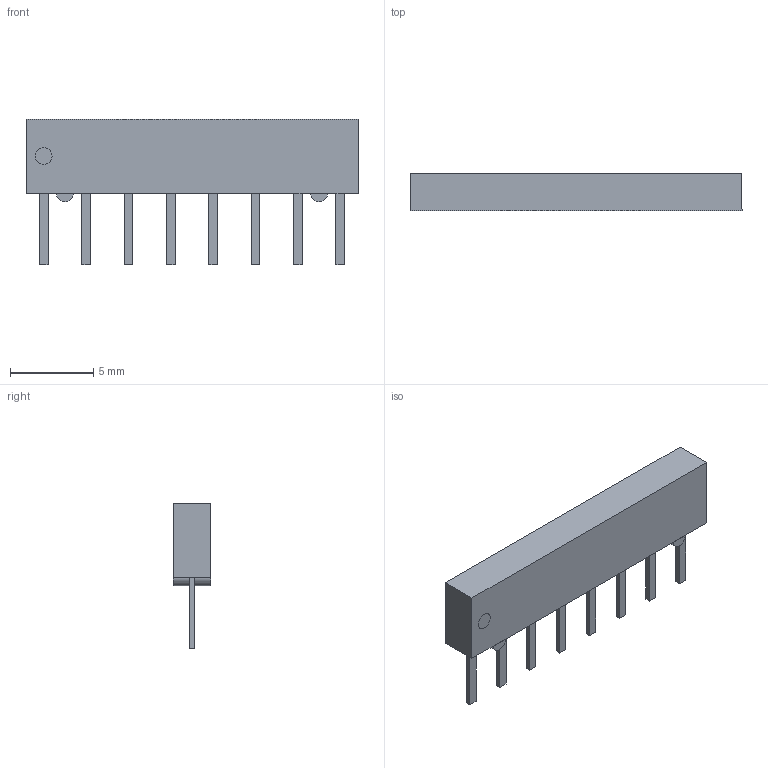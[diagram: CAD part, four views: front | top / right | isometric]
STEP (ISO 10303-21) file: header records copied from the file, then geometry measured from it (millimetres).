
FILE_DESCRIPTION((''),'2;1');
FILE_NAME('RN_BOURNS_4308R.stp','2009-01-19T17:34:24',(''),(''),'Mechanical Desktop 2006','Mechanical Desktop 2006',', , ');
FILE_SCHEMA(('AUTOMOTIVE_DESIGN { 1 2 10303 214 0 1 1 1 }'));
Length unit declared in the file: millimetre
Products named in the file (1): Product
Bounding box: 19.91 x 2.26 x 8.74 mm (x, y, z)
Volume: 207.1 mm3; surface area: 362.2 mm2
Topology: 12 solids, 12 shells, 71 faces, 138 edges, 92 vertices
Faces by surface type: plane 63, cylinder 8
Entity records: 1836 total; most frequent: CARTESIAN_POINT 302, DIRECTION 298, ORIENTED_EDGE 276, EDGE_CURVE 138, VECTOR 122, LINE 122, VERTEX_POINT 92, AXIS2_PLACEMENT_3D 88
